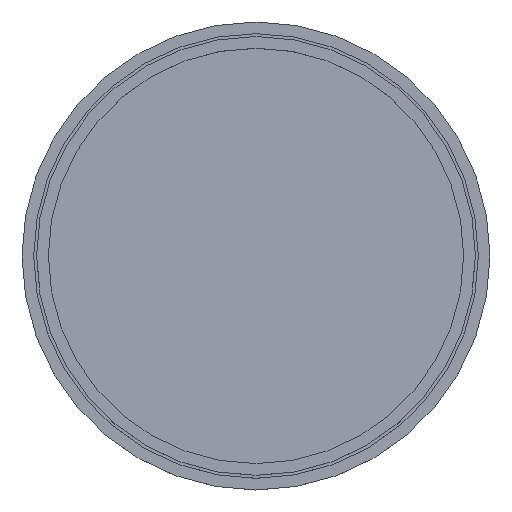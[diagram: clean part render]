
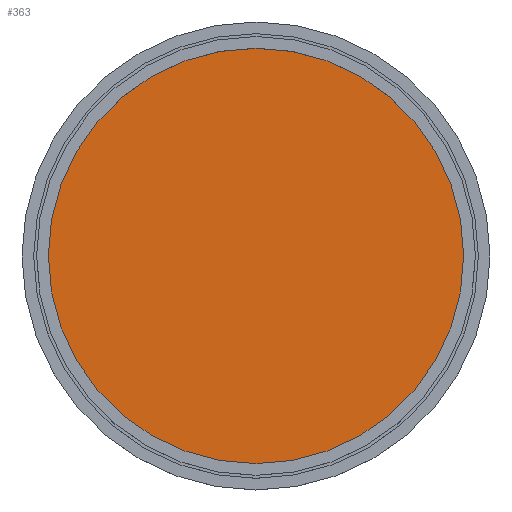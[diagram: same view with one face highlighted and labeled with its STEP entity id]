
A CAD part, top view. The second image highlights one B-rep face of the part: STEP entity #363.
In plain terms, the highlighted planar face has unit normal (0, 0, 1).
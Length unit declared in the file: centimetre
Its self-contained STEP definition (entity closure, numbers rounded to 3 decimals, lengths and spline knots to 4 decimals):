
#48=CIRCLE('',#404,1.8);
#90=VERTEX_POINT('',#595);
#170=EDGE_CURVE('',#90,#90,#48,.T.);
#233=ORIENTED_EDGE('',*,*,#170,.T.);
#283=EDGE_LOOP('',(#233));
#327=FACE_BOUND('',#283,.T.);
#363=ADVANCED_FACE('',(#327),#626,.T.);
#404=AXIS2_PLACEMENT_3D('',#594,#492,#493);
#405=AXIS2_PLACEMENT_3D('',#596,#494,$);
#492=DIRECTION('',(0.,0.,1.));
#493=DIRECTION('',(1.8,0.,0.));
#494=DIRECTION('',(0.,0.,1.));
#594=CARTESIAN_POINT('',(0.,0.,0.295));
#595=CARTESIAN_POINT('',(1.8,0.,0.295));
#596=CARTESIAN_POINT('',(0.,0.,0.295));
#626=PLANE('',#405);
